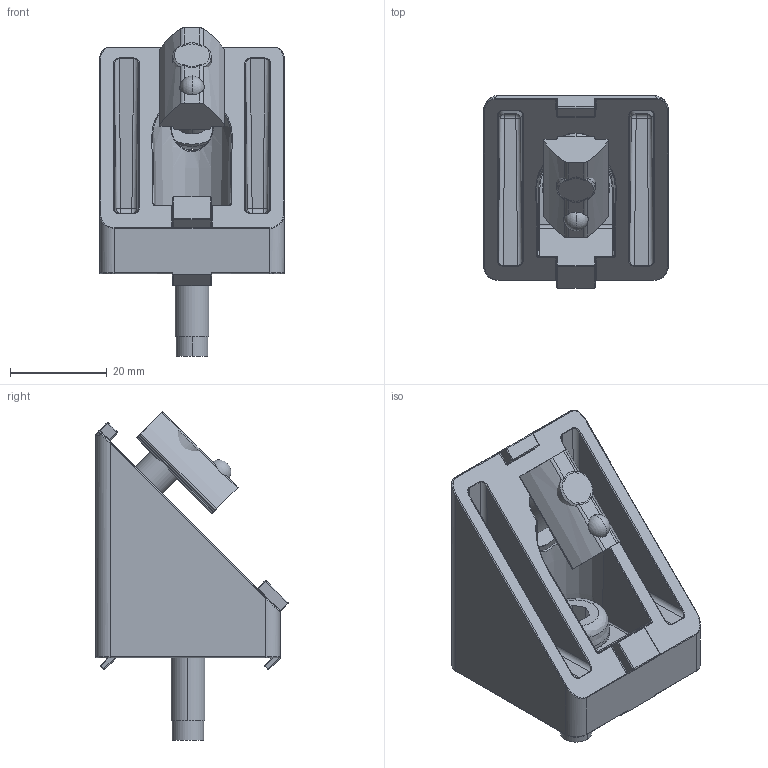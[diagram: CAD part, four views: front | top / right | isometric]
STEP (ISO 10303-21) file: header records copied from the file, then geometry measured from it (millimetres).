
FILE_DESCRIPTION (( 'STEP AP203' ), '1' );
FILE_NAME ('151107.STEP', '2025-01-16T15:37:37', ( '' ), ( '' ), 'SwSTEP 2.0', 'SolidWorks 2024', '' );
FILE_SCHEMA (( 'CONFIG_CONTROL_DESIGN' ));
Length unit declared in the file: inch
Products named in the file (1): 151107
Bounding box: 38.1 x 39.76 x 67.82 mm (x, y, z)
Volume: 30395.6 mm3; surface area: 15129.3 mm2
Topology: 5 solids, 6 shells, 486 faces, 1180 edges, 688 vertices
Faces by surface type: plane 183, cylinder 159, bspline 68, sphere 42, cone 20, torus 14
Entity records: 17641 total; most frequent: CARTESIAN_POINT 7017, ORIENTED_EDGE 2294, DIRECTION 2146, EDGE_CURVE 1147, AXIS2_PLACEMENT_3D 817, VERTEX_POINT 681, VECTOR 512, LINE 512
